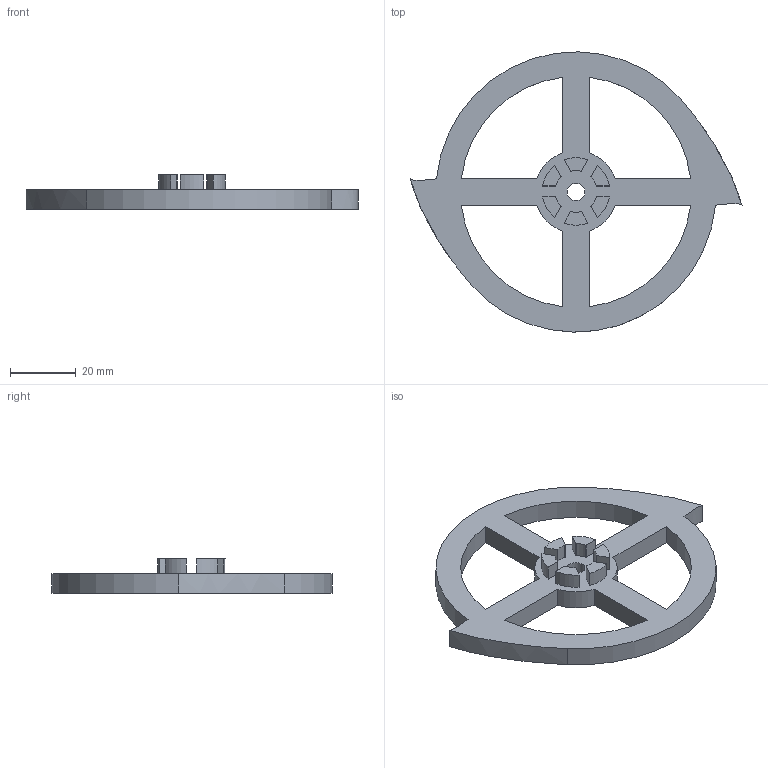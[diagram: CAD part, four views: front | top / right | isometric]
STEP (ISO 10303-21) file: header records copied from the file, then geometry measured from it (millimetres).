
FILE_DESCRIPTION(/* description */ (''),/* implementation_level */ '2;1');
FILE_NAME(/* name */ 'circular double tooth v6.step',/* time_stamp */ '2022-09-15T10:20:03-06:00',/* author */ (''),/* organization */ (''),/* preprocessor_version */ 'ST-DEVELOPER v19',/* originating_system */ 'Autodesk Translation Framework v11.7.0.108',/* authorisation */ '');
FILE_SCHEMA (('AUTOMOTIVE_DESIGN { 1 0 10303 214 3 1 1 }'));
Length unit declared in the file: millimetre
Products named in the file (1): circular double tooth
Bounding box: 100.68 x 84.99 x 10.5 mm (x, y, z)
Volume: 19817.9 mm3; surface area: 11256.7 mm2
Topology: 1 solids, 1 shells, 67 faces, 177 edges, 118 vertices
Faces by surface type: plane 28, cylinder 23, bspline 16
Full cylindrical faces by diameter (mm): 5.4 x1
Entity records: 2894 total; most frequent: CARTESIAN_POINT 1251, ORIENTED_EDGE 354, DIRECTION 295, EDGE_CURVE 177, VERTEX_POINT 118, LINE 99, VECTOR 99, AXIS2_PLACEMENT_3D 98
